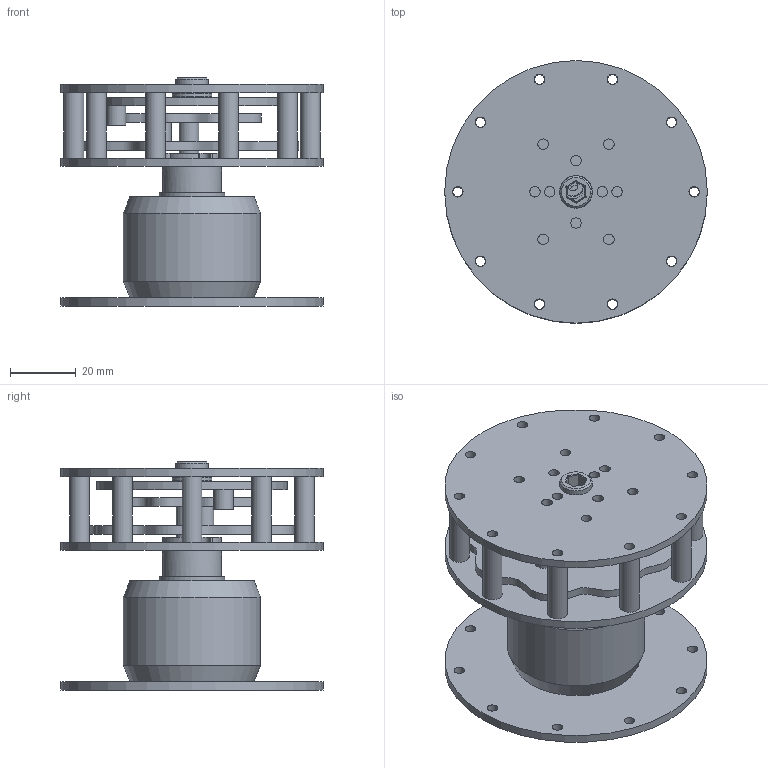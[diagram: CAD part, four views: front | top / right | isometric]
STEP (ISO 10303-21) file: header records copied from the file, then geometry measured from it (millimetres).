
FILE_DESCRIPTION(/* description */ (''),/* implementation_level */ '2;1');
FILE_NAME(/* name */ 'cycloid.step',/* time_stamp */ '2024-02-09T09:14:23+09:00',/* author */ (''),/* organization */ (''),/* preprocessor_version */ 'ST-DEVELOPER v20',/* originating_system */ 'Autodesk Translation Framework v12.14.0.127',/* authorisation */ '');
FILE_SCHEMA (('AUTOMOTIVE_DESIGN { 1 0 10303 214 3 1 1 }'));
Length unit declared in the file: millimetre
Products named in the file (15): cycloid_asm; cycloid_base; cycloid_input_axis; cycloidal_gear_1; Cycloidal reducer; cycloidal_gear_2; Cycloidal reducer_1; cycloid_output; circle-spacer-3-6-6; spacer_adapter; u3power-uav-700kv; コンポーネント1; コンポーネント2; cycloid_base_2; circle-spacer-3-6-20
Assembly tree (26 placements, depth 3):
  cycloid_asm
    circle-spacer-3-6-20  x11
    cycloid_base
    cycloid_base_2  x2
    cycloid_input_axis
    cycloidal_gear_1
      Cycloidal reducer
    circle-spacer-3-6-6  x2
    cycloidal_gear_2
      Cycloidal reducer_1
    cycloid_output
    spacer_adapter
    u3power-uav-700kv
      コンポーネント1
      コンポーネント2
Bounding box: 80 x 80 x 69.55 mm (x, y, z)
Volume: 101265.6 mm3; surface area: 66841.9 mm2
Topology: 23 solids, 23 shells, 264 faces, 593 edges, 382 vertices
Faces by surface type: cylinder 137, plane 85, cone 40, bspline 2
Full cylindrical faces by diameter (mm): 3 x23, 3.2 x68, 4 x1, 6 x13, 6.2 x1, 7.7 x2, 8 x1, 9.8 x1, 10 x2, 12 x1, 18 x1, 20 x2, 41.8 x1, 58 x1, 80 x3
Entity records: 8582 total; most frequent: CARTESIAN_POINT 3168, DIRECTION 1149, ORIENTED_EDGE 922, AXIS2_PLACEMENT_3D 477, EDGE_CURVE 461, EDGE_LOOP 329, VERTEX_POINT 294, CIRCLE 242
